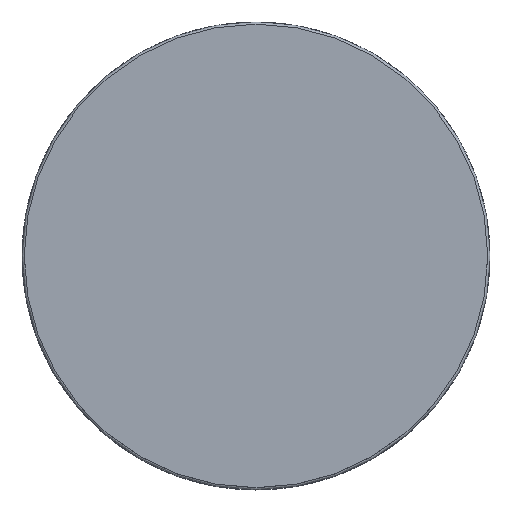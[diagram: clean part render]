
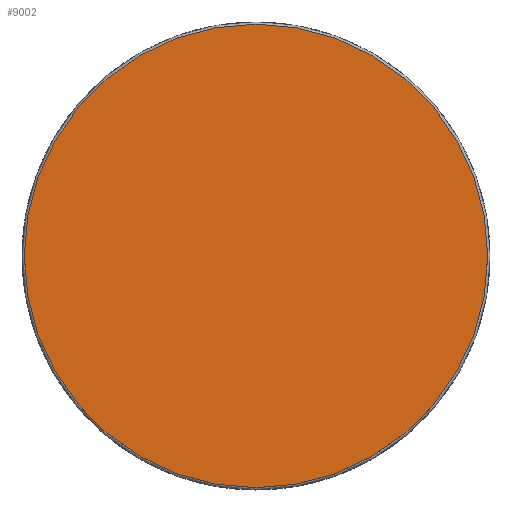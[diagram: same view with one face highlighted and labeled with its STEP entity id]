
A CAD part, top view. The second image highlights one B-rep face of the part: STEP entity #9002.
In plain terms, the highlighted planar face has unit normal (0, 0, 1).
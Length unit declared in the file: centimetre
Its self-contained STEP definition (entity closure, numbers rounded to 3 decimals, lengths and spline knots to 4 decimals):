
#423=PLANE('',#9772);
#2901=VERTEX_POINT('',#14390);
#3210=CIRCLE('',#9771,6.35);
#4537=EDGE_CURVE('',#2901,#2901,#3210,.T.);
#7191=ORIENTED_EDGE('',*,*,#4537,.T.);
#7808=EDGE_LOOP('',(#7191));
#8425=FACE_BOUND('',#7808,.T.);
#9002=ADVANCED_FACE('',(#8425),#423,.F.);
#9771=AXIS2_PLACEMENT_3D('',#14389,#11805,#11806);
#9772=AXIS2_PLACEMENT_3D('',#14391,#11807,$);
#11805=DIRECTION('',(0.,0.,1.));
#11806=DIRECTION('',(6.35,0.,0.));
#11807=DIRECTION('',(0.,0.,-1.));
#14389=CARTESIAN_POINT('',(0.,0.,0.));
#14390=CARTESIAN_POINT('',(6.35,0.,0.));
#14391=CARTESIAN_POINT('',(0.,0.,0.));
